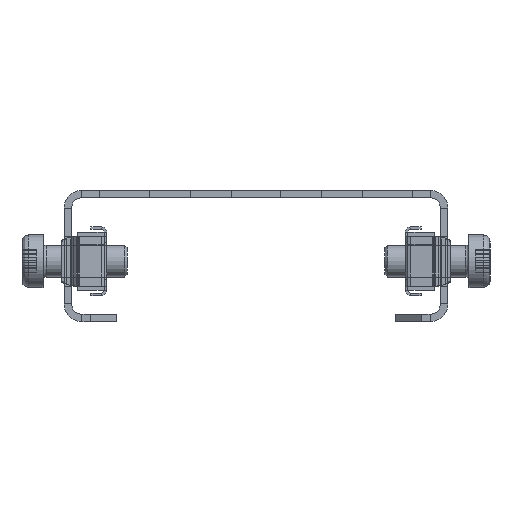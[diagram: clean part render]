
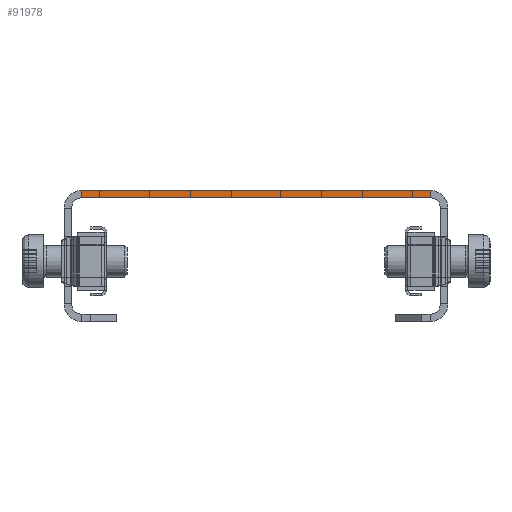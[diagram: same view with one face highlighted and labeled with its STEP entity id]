
A CAD part, left-side view. The second image highlights one B-rep face of the part: STEP entity #91978.
In plain terms, the highlighted planar face has unit normal (-1, 0, 0).
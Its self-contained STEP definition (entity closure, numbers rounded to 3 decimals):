
#709 = VECTOR ( 'NONE', #30140, 1000. ) ;
#6426 = ORIENTED_EDGE ( 'NONE', *, *, #55843, .T. ) ;
#14122 = DIRECTION ( 'NONE',  ( 0., 1., 0. ) ) ;
#14917 = PLANE ( 'NONE',  #47040 ) ;
#22838 = CARTESIAN_POINT ( 'NONE',  ( -1045.5, 33.1, 12.5 ) ) ;
#24330 = EDGE_CURVE ( 'NONE', #68958, #57322, #60913, .T. ) ;
#28344 = VERTEX_POINT ( 'NONE', #86461 ) ;
#30140 = DIRECTION ( 'NONE',  ( 0., 0., -1. ) ) ;
#32189 = DIRECTION ( 'NONE',  ( 0., 0., 1. ) ) ;
#33071 = EDGE_CURVE ( 'NONE', #90118, #57322, #93193, .T. ) ;
#47010 = FACE_OUTER_BOUND ( 'NONE', #75650, .T. ) ;
#47040 = AXIS2_PLACEMENT_3D ( 'NONE', #88398, #106256, #117163 ) ;
#54849 = CARTESIAN_POINT ( 'NONE',  ( -1045.5, 33.1, 11.1 ) ) ;
#55487 = LINE ( 'NONE', #89128, #101769 ) ;
#55843 = EDGE_CURVE ( 'NONE', #68958, #28344, #55487, .T. ) ;
#57287 = CARTESIAN_POINT ( 'NONE',  ( -1045.5, -33.1, 11.1 ) ) ;
#57322 = VERTEX_POINT ( 'NONE', #54849 ) ;
#60913 = LINE ( 'NONE', #79893, #79690 ) ;
#61671 = CARTESIAN_POINT ( 'NONE',  ( -1045.5, 33.1, 12.5 ) ) ;
#65053 = LINE ( 'NONE', #95258, #104193 ) ;
#68958 = VERTEX_POINT ( 'NONE', #57287 ) ;
#75650 = EDGE_LOOP ( 'NONE', ( #83463, #96513, #77325, #6426 ) ) ;
#77325 = ORIENTED_EDGE ( 'NONE', *, *, #24330, .F. ) ;
#78636 = EDGE_CURVE ( 'NONE', #28344, #90118, #65053, .T. ) ;
#79690 = VECTOR ( 'NONE', #14122, 1000. ) ;
#79893 = CARTESIAN_POINT ( 'NONE',  ( -1045.5, 36.5, 11.1 ) ) ;
#83463 = ORIENTED_EDGE ( 'NONE', *, *, #78636, .T. ) ;
#86461 = CARTESIAN_POINT ( 'NONE',  ( -1045.5, -33.1, 12.5 ) ) ;
#88398 = CARTESIAN_POINT ( 'NONE',  ( -1045.5, 35.1, 9.1 ) ) ;
#89128 = CARTESIAN_POINT ( 'NONE',  ( -1045.5, -33.1, 11.1 ) ) ;
#90118 = VERTEX_POINT ( 'NONE', #61671 ) ;
#91978 = ADVANCED_FACE ( 'NONE', ( #47010 ), #14917, .T. ) ;
#93193 = LINE ( 'NONE', #22838, #709 ) ;
#95258 = CARTESIAN_POINT ( 'NONE',  ( -1045.5, 36.5, 12.5 ) ) ;
#96513 = ORIENTED_EDGE ( 'NONE', *, *, #33071, .T. ) ;
#101769 = VECTOR ( 'NONE', #32189, 1000. ) ;
#104171 = DIRECTION ( 'NONE',  ( 0., 1., 0. ) ) ;
#104193 = VECTOR ( 'NONE', #104171, 1000. ) ;
#106256 = DIRECTION ( 'NONE',  ( -1., 0., 0. ) ) ;
#117163 = DIRECTION ( 'NONE',  ( 0., 0., 1. ) ) ;
